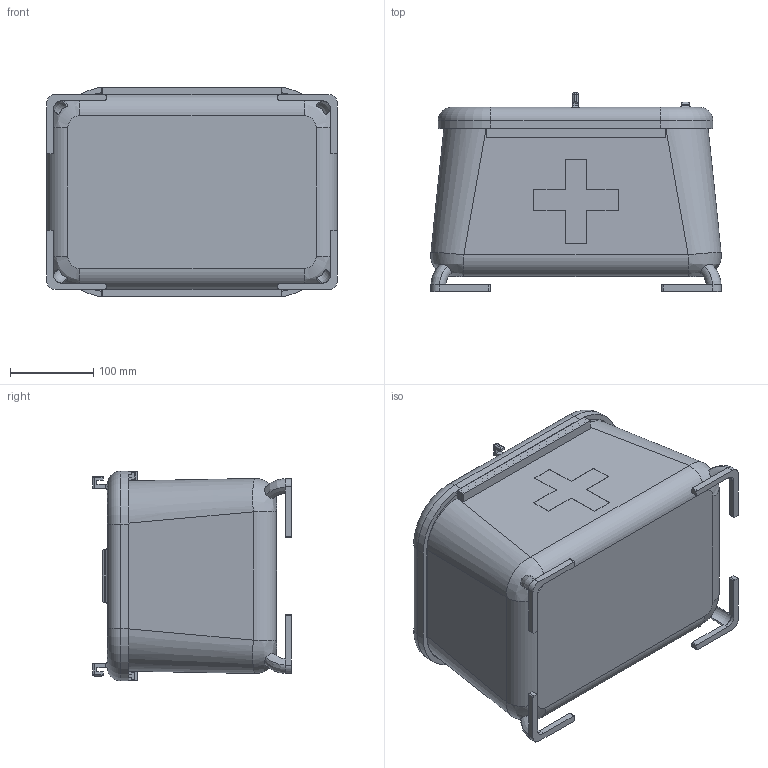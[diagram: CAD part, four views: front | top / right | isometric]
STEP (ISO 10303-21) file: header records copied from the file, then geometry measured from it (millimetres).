
FILE_DESCRIPTION((''),'2;1');
FILE_NAME('BOX_ASM','2019-06-18T12:22:43',('Tanishq'),(''),'CREO PARAMETRIC BY PTC INC, 2018050','CREO PARAMETRIC BY PTC INC, 2018050','');
FILE_SCHEMA(('CONFIG_CONTROL_DESIGN'));
Length unit declared in the file: inch
Products named in the file (3): BOX_OUTER; LID; BOX_ASM
Assembly tree (2 placements, depth 2):
  BOX_ASM
    BOX_OUTER
    LID
Bounding box: 349.04 x 238.76 x 251.99 mm (x, y, z)
Volume: 2420728.7 mm3; surface area: 843955.2 mm2
Topology: 2 solids, 7 shells, 317 faces, 835 edges, 536 vertices
Faces by surface type: plane 190, cylinder 79, bspline 16, revolution 16, torus 12, sphere 4
Entity records: 11520 total; most frequent: CARTESIAN_POINT 3804, ORIENTED_EDGE 1644, DIRECTION 1461, EDGE_CURVE 835, VECTOR 549, LINE 549, VERTEX_POINT 536, AXIS2_PLACEMENT_3D 448
